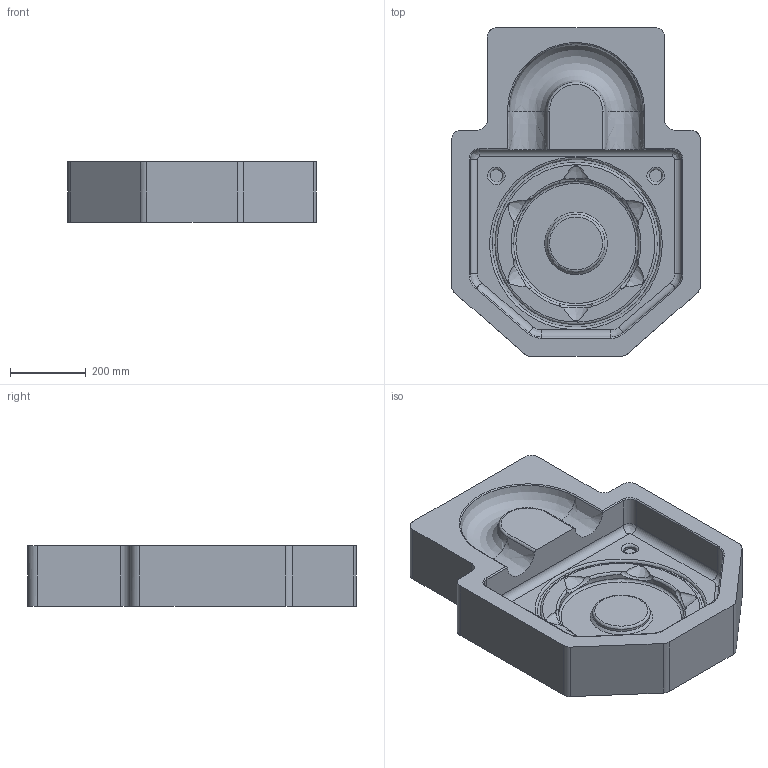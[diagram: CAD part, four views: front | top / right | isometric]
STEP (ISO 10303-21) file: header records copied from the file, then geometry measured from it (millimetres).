
FILE_DESCRIPTION ((), '1');
FILE_NAME ('LockMold.stp', '2020-02-06T16:59:51', ('Unknown'), ('Unknown'), 'HarmonyWare STEP v1.7.11', 'HarmonyWare Translators', '');
FILE_SCHEMA (('CONFIG_CONTROL_DESIGN'));
Length unit declared in the file: inch
Products named in the file (1): product-name
Bounding box: 657.43 x 868 x 160.03 mm (x, y, z)
Volume: 47554508.3 mm3; surface area: 1647122 mm2
Topology: 1 solids, 1 shells, 112 faces, 287 edges, 178 vertices
Faces by surface type: bspline 112
Entity records: 7300 total; most frequent: CARTESIAN_POINT 5691, ORIENTED_EDGE 562, EDGE_CURVE 281, VERTEX_POINT 178, EDGE_LOOP 119, FACE_OUTER_BOUND 112, ADVANCED_FACE 112, B_SPLINE_CURVE_WITH_KNOTS 109
